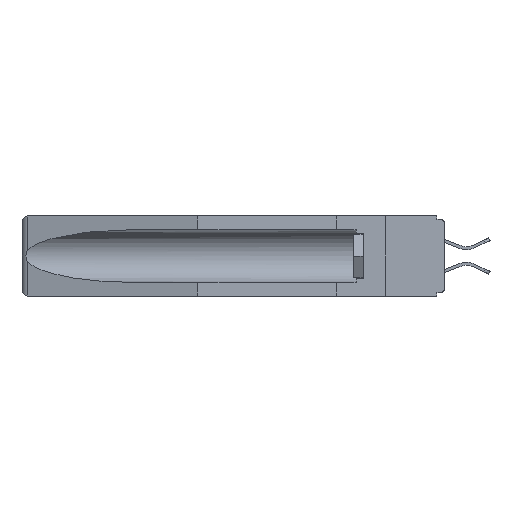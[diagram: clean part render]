
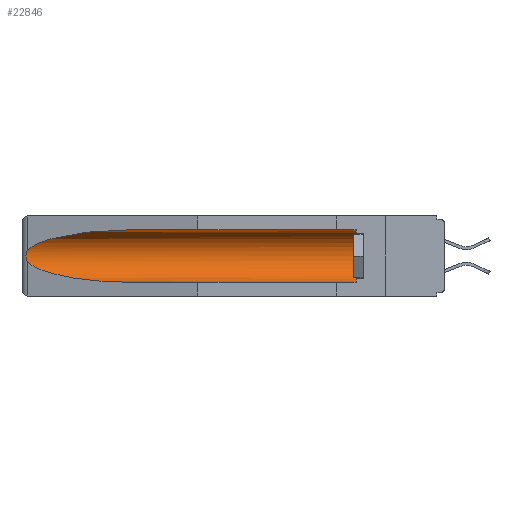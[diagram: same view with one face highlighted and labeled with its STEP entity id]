
A CAD part, left-side view. The second image highlights one B-rep face of the part: STEP entity #22846.
In plain terms, the highlighted cylindrical face has radius 2.857 mm (diameter 5.715 mm), a partial arc.
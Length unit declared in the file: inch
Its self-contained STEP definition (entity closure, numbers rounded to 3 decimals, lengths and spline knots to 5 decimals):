
#21 = CARTESIAN_POINT ( 'NONE',  ( 0.26597, 1.5296, -0.19026 ) ) ;
#400 = CARTESIAN_POINT ( 'NONE',  ( 0.155, 0.126, -0.1715 ) ) ;
#978 = VERTEX_POINT ( 'NONE', #11250 ) ;
#1358 = B_SPLINE_CURVE_WITH_KNOTS ( 'NONE', 3,
 ( #28916, #11120, #1981, #15419, #26783, #21973, #2087, #1886, #21, #4005 ),
 .UNSPECIFIED., .F., .F.,
 ( 4, 2, 2, 2, 4 ),
 ( 0., 0.00029, 0.00058, 0.00087, 0.00117 ),
 .UNSPECIFIED. ) ;
#1886 = CARTESIAN_POINT ( 'NONE',  ( 0.26655, 1.53094, -0.18657 ) ) ;
#1981 = CARTESIAN_POINT ( 'NONE',  ( 0.26654, 1.53092, -0.15636 ) ) ;
#2000 = LINE ( 'NONE', #6994, #27499 ) ;
#2087 = CARTESIAN_POINT ( 'NONE',  ( 0.2673, 1.53269, -0.17917 ) ) ;
#2327 = ORIENTED_EDGE ( 'NONE', *, *, #28041, .T. ) ;
#3041 = CARTESIAN_POINT ( 'NONE',  ( 0.26537, 1.52718, -0.19328 ) ) ;
#3143 = EDGE_CURVE ( 'NONE', #5356, #10557, #11712, .T. ) ;
#3969 = CARTESIAN_POINT ( 'NONE',  ( 0.21114, 1.30732, -0.059 ) ) ;
#4005 = CARTESIAN_POINT ( 'NONE',  ( 0.26537, 1.52718, -0.19328 ) ) ;
#4180 = CARTESIAN_POINT ( 'NONE',  ( 0.26537, 1.52718, -0.14972 ) ) ;
#4263 = CARTESIAN_POINT ( 'NONE',  ( 0.155, 1.07973, -0.284 ) ) ;
#5356 = VERTEX_POINT ( 'NONE', #24187 ) ;
#6994 = CARTESIAN_POINT ( 'NONE',  ( 0.155, -0.30754, -0.059 ) ) ;
#8080 = CARTESIAN_POINT ( 'NONE',  ( 0.155, -0.30754, -0.1715 ) ) ;
#8446 = CARTESIAN_POINT ( 'NONE',  ( 0.25451, 1.48313, -0.09465 ) ) ;
#10445 =( BOUNDED_CURVE ( )  B_SPLINE_CURVE ( 3, ( #17335, #3969, #8446, #4180 ),
 .UNSPECIFIED., .F., .F. ) 
 B_SPLINE_CURVE_WITH_KNOTS ( ( 4, 4 ),
 ( 4.71239, 6.08839 ),
 .UNSPECIFIED. ) 
 CURVE ( )  GEOMETRIC_REPRESENTATION_ITEM ( )  RATIONAL_B_SPLINE_CURVE ( ( 1., 0.848, 0.848, 1. ) ) 
 REPRESENTATION_ITEM ( '' )  );
#10557 = VERTEX_POINT ( 'NONE', #4263 ) ;
#10650 = ORIENTED_EDGE ( 'NONE', *, *, #11534, .T. ) ;
#10690 = EDGE_CURVE ( 'NONE', #21143, #26774, #22589, .T. ) ;
#11120 = CARTESIAN_POINT ( 'NONE',  ( 0.26597, 1.52961, -0.15275 ) ) ;
#11250 = CARTESIAN_POINT ( 'NONE',  ( 0.155, 1.07973, -0.059 ) ) ;
#11534 = EDGE_CURVE ( 'NONE', #978, #22073, #10445, .T. ) ;
#11647 = CARTESIAN_POINT ( 'NONE',  ( 0.155, -0.30754, -0.284 ) ) ;
#11712 =( BOUNDED_CURVE ( )  B_SPLINE_CURVE ( 3, ( #3041, #25524, #16665, #12191 ),
 .UNSPECIFIED., .F., .F. ) 
 B_SPLINE_CURVE_WITH_KNOTS ( ( 4, 4 ),
 ( 0.1948, 1.5708 ),
 .UNSPECIFIED. ) 
 CURVE ( )  GEOMETRIC_REPRESENTATION_ITEM ( )  RATIONAL_B_SPLINE_CURVE ( ( 1., 0.848, 0.848, 1. ) ) 
 REPRESENTATION_ITEM ( '' )  );
#12191 = CARTESIAN_POINT ( 'NONE',  ( 0.155, 1.07973, -0.284 ) ) ;
#12561 = DIRECTION ( 'NONE',  ( 0., 1., 0. ) ) ;
#12644 = EDGE_LOOP ( 'NONE', ( #10650, #2327, #25531, #17114, #15182, #18288 ) ) ;
#13474 = EDGE_CURVE ( 'NONE', #26774, #978, #2000, .T. ) ;
#13722 = CARTESIAN_POINT ( 'NONE',  ( 0.155, 0.126, -0.059 ) ) ;
#13880 = AXIS2_PLACEMENT_3D ( 'NONE', #400, #15958, #18219 ) ;
#15182 = ORIENTED_EDGE ( 'NONE', *, *, #10690, .T. ) ;
#15419 = CARTESIAN_POINT ( 'NONE',  ( 0.2673, 1.5327, -0.16383 ) ) ;
#15825 = CARTESIAN_POINT ( 'NONE',  ( 0.26537, 1.52718, -0.14972 ) ) ;
#15958 = DIRECTION ( 'NONE',  ( 0., -1., 0. ) ) ;
#16665 = CARTESIAN_POINT ( 'NONE',  ( 0.21114, 1.30732, -0.284 ) ) ;
#16798 = AXIS2_PLACEMENT_3D ( 'NONE', #8080, #12561, #23739 ) ;
#17054 = CARTESIAN_POINT ( 'NONE',  ( 0.155, 0.126, -0.284 ) ) ;
#17114 = ORIENTED_EDGE ( 'NONE', *, *, #26700, .F. ) ;
#17335 = CARTESIAN_POINT ( 'NONE',  ( 0.155, 1.07973, -0.059 ) ) ;
#18219 = DIRECTION ( 'NONE',  ( 0., 0., 1. ) ) ;
#18288 = ORIENTED_EDGE ( 'NONE', *, *, #13474, .T. ) ;
#18679 = LINE ( 'NONE', #11647, #22164 ) ;
#19590 = CYLINDRICAL_SURFACE ( 'NONE', #16798, 0.1125 ) ;
#21143 = VERTEX_POINT ( 'NONE', #17054 ) ;
#21973 = CARTESIAN_POINT ( 'NONE',  ( 0.2675, 1.53308, -0.17534 ) ) ;
#22073 = VERTEX_POINT ( 'NONE', #15825 ) ;
#22164 = VECTOR ( 'NONE', #22625, 39.37008 ) ;
#22209 = DIRECTION ( 'NONE',  ( 0., 1., 0. ) ) ;
#22589 = CIRCLE ( 'NONE', #13880, 0.1125 ) ;
#22625 = DIRECTION ( 'NONE',  ( 0., 1., 0. ) ) ;
#22846 = ADVANCED_FACE ( 'NONE', ( #25592 ), #19590, .F. ) ;
#23739 = DIRECTION ( 'NONE',  ( 0., 0., 1. ) ) ;
#24187 = CARTESIAN_POINT ( 'NONE',  ( 0.26537, 1.52718, -0.19328 ) ) ;
#25524 = CARTESIAN_POINT ( 'NONE',  ( 0.25451, 1.48313, -0.24835 ) ) ;
#25531 = ORIENTED_EDGE ( 'NONE', *, *, #3143, .T. ) ;
#25592 = FACE_OUTER_BOUND ( 'NONE', #12644, .T. ) ;
#26700 = EDGE_CURVE ( 'NONE', #21143, #10557, #18679, .T. ) ;
#26774 = VERTEX_POINT ( 'NONE', #13722 ) ;
#26783 = CARTESIAN_POINT ( 'NONE',  ( 0.2675, 1.53308, -0.16763 ) ) ;
#27499 = VECTOR ( 'NONE', #22209, 39.37008 ) ;
#28041 = EDGE_CURVE ( 'NONE', #22073, #5356, #1358, .T. ) ;
#28916 = CARTESIAN_POINT ( 'NONE',  ( 0.26537, 1.52718, -0.14972 ) ) ;
